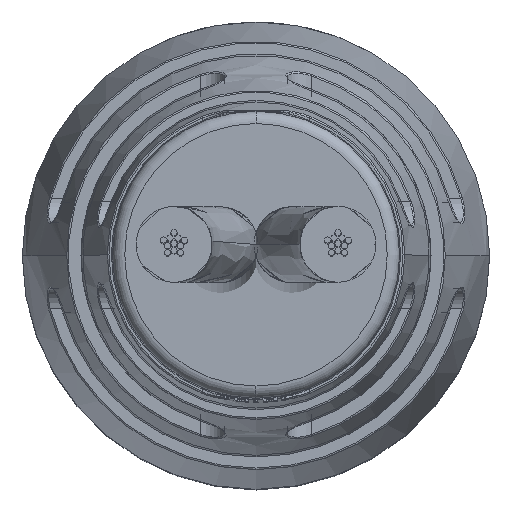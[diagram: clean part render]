
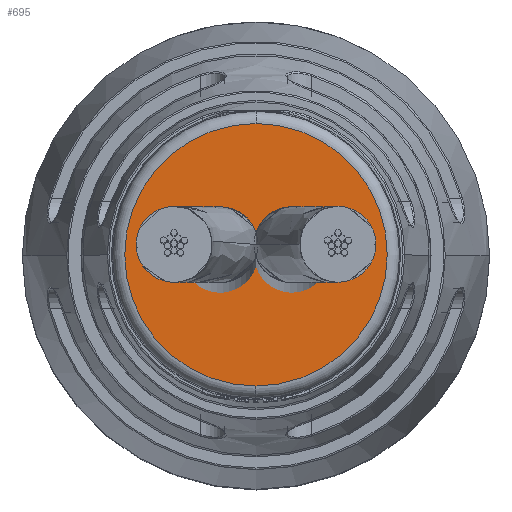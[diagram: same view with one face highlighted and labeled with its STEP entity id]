
A CAD part, top view. The second image highlights one B-rep face of the part: STEP entity #695.
In plain terms, the highlighted face is planar.
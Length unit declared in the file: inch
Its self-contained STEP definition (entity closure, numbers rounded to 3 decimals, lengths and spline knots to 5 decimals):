
#354 = ORIENTED_EDGE ( 'NONE', *, *, #10195, .T. ) ;
#695 = ADVANCED_FACE ( 'NONE', ( #18709 ), #19740, .F. ) ;
#1373 = AXIS2_PLACEMENT_3D ( 'NONE', #6717, #10163, #20268 ) ;
#1890 = CIRCLE ( 'NONE', #1373, 0.12606 ) ;
#3688 = AXIS2_PLACEMENT_3D ( 'NONE', #18363, #6706, #15120 ) ;
#4787 = DIRECTION ( 'NONE',  ( 0., 0., -1. ) ) ;
#4971 = EDGE_CURVE ( 'NONE', #13576, #21526, #16963, .T. ) ;
#6706 = DIRECTION ( 'NONE',  ( -1., 0., 0. ) ) ;
#6717 = CARTESIAN_POINT ( 'NONE',  ( -1.1811, 0., 0. ) ) ;
#10163 = DIRECTION ( 'NONE',  ( -1., 0., 0. ) ) ;
#10195 = EDGE_CURVE ( 'NONE', #21526, #13576, #1890, .T. ) ;
#11252 = ORIENTED_EDGE ( 'NONE', *, *, #4971, .T. ) ;
#13392 = EDGE_LOOP ( 'NONE', ( #354, #11252 ) ) ;
#13540 = CARTESIAN_POINT ( 'NONE',  ( -1.1811, 0., 0.12606 ) ) ;
#13576 = VERTEX_POINT ( 'NONE', #16968 ) ;
#15120 = DIRECTION ( 'NONE',  ( 0., 0., -1. ) ) ;
#16963 = CIRCLE ( 'NONE', #3688, 0.12606 ) ;
#16968 = CARTESIAN_POINT ( 'NONE',  ( -1.1811, 0., -0.12606 ) ) ;
#17116 = AXIS2_PLACEMENT_3D ( 'NONE', #21497, #17916, #4787 ) ;
#17916 = DIRECTION ( 'NONE',  ( 1., 0., 0. ) ) ;
#18363 = CARTESIAN_POINT ( 'NONE',  ( -1.1811, 0., 0. ) ) ;
#18709 = FACE_OUTER_BOUND ( 'NONE', #13392, .T. ) ;
#19740 = PLANE ( 'NONE',  #17116 ) ;
#20268 = DIRECTION ( 'NONE',  ( 0., 0., -1. ) ) ;
#21497 = CARTESIAN_POINT ( 'NONE',  ( -1.1811, 0.1378, 0. ) ) ;
#21526 = VERTEX_POINT ( 'NONE', #13540 ) ;
